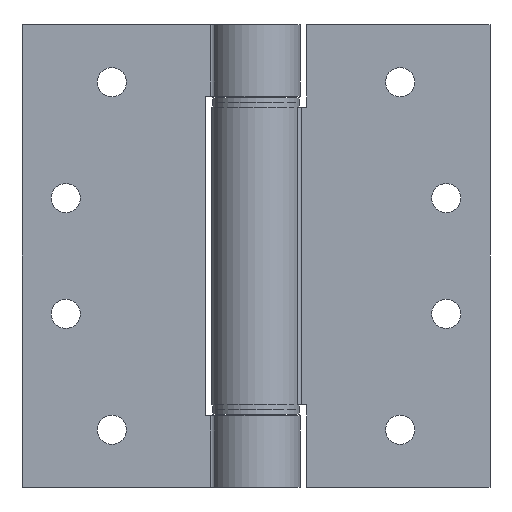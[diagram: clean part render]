
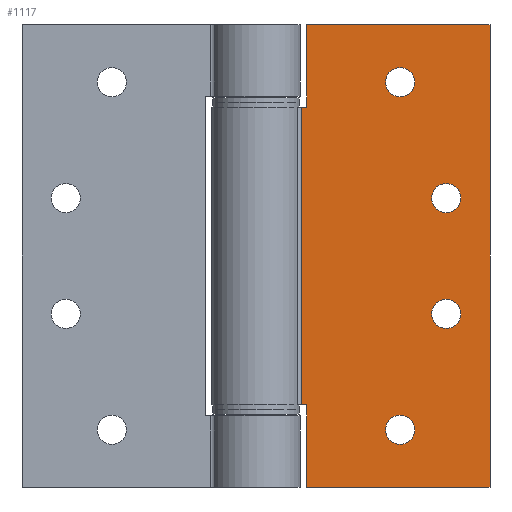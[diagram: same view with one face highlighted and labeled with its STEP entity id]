
A CAD part, front view. The second image highlights one B-rep face of the part: STEP entity #1117.
In plain terms, the highlighted planar face has unit normal (0, -1, 0).
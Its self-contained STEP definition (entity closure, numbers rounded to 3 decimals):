
#87=FACE_BOUND('',#308,.T.);
#88=FACE_BOUND('',#309,.T.);
#89=FACE_BOUND('',#310,.T.);
#90=FACE_BOUND('',#311,.T.);
#158=CIRCLE('',#1196,3.2);
#160=CIRCLE('',#1200,3.2);
#162=CIRCLE('',#1204,3.2);
#164=CIRCLE('',#1208,3.2);
#227=FACE_OUTER_BOUND('',#307,.T.);
#307=EDGE_LOOP('',(#862,#863,#864,#865,#866,#867,#868,#869));
#308=EDGE_LOOP('',(#870));
#309=EDGE_LOOP('',(#871));
#310=EDGE_LOOP('',(#872));
#311=EDGE_LOOP('',(#873));
#389=LINE('',#1691,#466);
#393=LINE('',#1706,#470);
#394=LINE('',#1710,#471);
#398=LINE('',#1718,#475);
#401=LINE('',#1732,#478);
#410=LINE('',#1756,#487);
#412=LINE('',#1784,#489);
#413=LINE('',#1786,#490);
#466=VECTOR('',#1322,18.1);
#470=VECTOR('',#1336,1.176);
#471=VECTOR('',#1339,18.1);
#475=VECTOR('',#1345,1.176);
#478=VECTOR('',#1358,40.2);
#487=VECTOR('',#1383,40.2);
#489=VECTOR('',#1421,101.5);
#490=VECTOR('',#1424,65.3);
#543=VERTEX_POINT('',#1688);
#544=VERTEX_POINT('',#1690);
#550=VERTEX_POINT('',#1704);
#551=VERTEX_POINT('',#1708);
#552=VERTEX_POINT('',#1709);
#555=VERTEX_POINT('',#1717);
#561=VERTEX_POINT('',#1731);
#568=VERTEX_POINT('',#1754);
#570=VERTEX_POINT('',#1761);
#572=VERTEX_POINT('',#1767);
#574=VERTEX_POINT('',#1773);
#576=VERTEX_POINT('',#1779);
#648=EDGE_CURVE('',#544,#543,#389,.T.);
#656=EDGE_CURVE('',#543,#550,#393,.T.);
#657=EDGE_CURVE('',#551,#552,#394,.T.);
#661=EDGE_CURVE('',#555,#551,#398,.T.);
#668=EDGE_CURVE('',#544,#561,#401,.T.);
#681=EDGE_CURVE('',#568,#552,#410,.T.);
#683=EDGE_CURVE('',#570,#570,#158,.T.);
#685=EDGE_CURVE('',#572,#572,#160,.T.);
#687=EDGE_CURVE('',#574,#574,#162,.T.);
#689=EDGE_CURVE('',#576,#576,#164,.T.);
#691=EDGE_CURVE('',#568,#561,#412,.T.);
#692=EDGE_CURVE('',#555,#550,#413,.T.);
#862=ORIENTED_EDGE('',*,*,#656,.T.);
#863=ORIENTED_EDGE('',*,*,#692,.F.);
#864=ORIENTED_EDGE('',*,*,#661,.T.);
#865=ORIENTED_EDGE('',*,*,#657,.T.);
#866=ORIENTED_EDGE('',*,*,#681,.F.);
#867=ORIENTED_EDGE('',*,*,#691,.T.);
#868=ORIENTED_EDGE('',*,*,#668,.F.);
#869=ORIENTED_EDGE('',*,*,#648,.T.);
#870=ORIENTED_EDGE('',*,*,#683,.T.);
#871=ORIENTED_EDGE('',*,*,#685,.T.);
#872=ORIENTED_EDGE('',*,*,#687,.T.);
#873=ORIENTED_EDGE('',*,*,#689,.T.);
#1075=PLANE('',#1211);
#1117=ADVANCED_FACE('',(#227,#87,#88,#89,#90),#1075,.T.);
#1196=AXIS2_PLACEMENT_3D('',#1762,#1390,#1391);
#1200=AXIS2_PLACEMENT_3D('',#1768,#1398,#1399);
#1204=AXIS2_PLACEMENT_3D('',#1774,#1406,#1407);
#1208=AXIS2_PLACEMENT_3D('',#1780,#1414,#1415);
#1211=AXIS2_PLACEMENT_3D('',#1785,#1422,#1423);
#1322=DIRECTION('',(0.,0.,-1.));
#1336=DIRECTION('',(-1.,0.,0.));
#1339=DIRECTION('',(0.,0.,-1.));
#1345=DIRECTION('',(1.,0.,0.));
#1358=DIRECTION('',(1.,0.,0.));
#1383=DIRECTION('',(-1.,0.,0.));
#1390=DIRECTION('center_axis',(0.,1.,0.));
#1391=DIRECTION('ref_axis',(1.,0.,0.));
#1398=DIRECTION('center_axis',(0.,1.,0.));
#1399=DIRECTION('ref_axis',(1.,0.,0.));
#1406=DIRECTION('center_axis',(0.,1.,0.));
#1407=DIRECTION('ref_axis',(1.,0.,0.));
#1414=DIRECTION('center_axis',(0.,1.,0.));
#1415=DIRECTION('ref_axis',(1.,0.,0.));
#1421=DIRECTION('',(0.,0.,1.));
#1422=DIRECTION('center_axis',(0.,-1.,0.));
#1423=DIRECTION('ref_axis',(1.,0.,0.));
#1424=DIRECTION('',(0.,0.,1.));
#1688=CARTESIAN_POINT('',(11.1,-3.,32.65));
#1690=CARTESIAN_POINT('',(11.1,-3.,50.75));
#1691=CARTESIAN_POINT('',(11.1,-3.,25.375));
#1704=CARTESIAN_POINT('',(9.924,-3.,32.65));
#1706=CARTESIAN_POINT('',(10.512,-3.,32.65));
#1708=CARTESIAN_POINT('',(11.1,-3.,-32.65));
#1709=CARTESIAN_POINT('',(11.1,-3.,-50.75));
#1710=CARTESIAN_POINT('',(11.1,-3.,-16.325));
#1717=CARTESIAN_POINT('',(9.924,-3.,-32.65));
#1718=CARTESIAN_POINT('',(-2.875,-3.,-32.65));
#1731=CARTESIAN_POINT('',(51.3,-3.,50.75));
#1732=CARTESIAN_POINT('',(9.924,-3.,50.75));
#1754=CARTESIAN_POINT('',(51.3,-3.,-50.75));
#1756=CARTESIAN_POINT('',(9.924,-3.,-50.75));
#1761=CARTESIAN_POINT('',(28.4,-3.,38.1));
#1762=CARTESIAN_POINT('Origin',(31.6,-3.,38.1));
#1767=CARTESIAN_POINT('',(28.4,-3.,-38.1));
#1768=CARTESIAN_POINT('Origin',(31.6,-3.,-38.1));
#1773=CARTESIAN_POINT('',(38.5,-3.,-12.7));
#1774=CARTESIAN_POINT('Origin',(41.7,-3.,-12.7));
#1779=CARTESIAN_POINT('',(38.5,-3.,12.7));
#1780=CARTESIAN_POINT('Origin',(41.7,-3.,12.7));
#1784=CARTESIAN_POINT('',(51.3,-3.,0.));
#1785=CARTESIAN_POINT('Origin',(9.924,-3.,0.));
#1786=CARTESIAN_POINT('',(9.924,-3.,0.));
